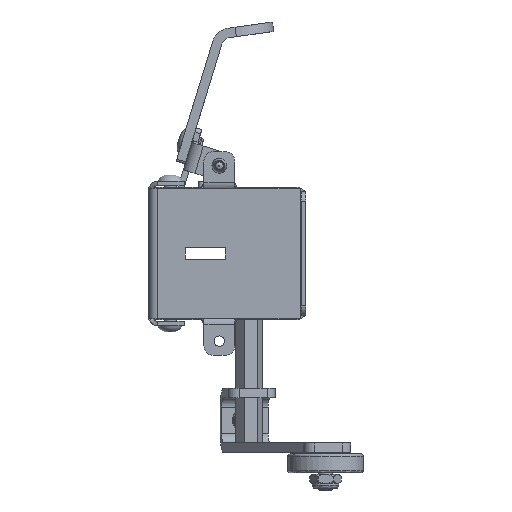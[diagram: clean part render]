
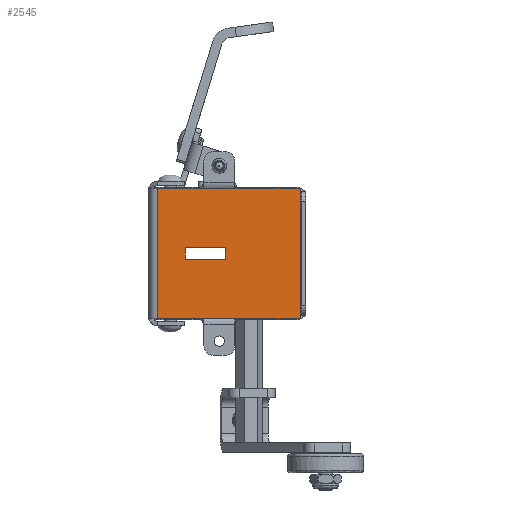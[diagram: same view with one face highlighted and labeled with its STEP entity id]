
A CAD part, left-side view. The second image highlights one B-rep face of the part: STEP entity #2545.
In plain terms, the highlighted planar face has unit normal (-1, 0, 0).
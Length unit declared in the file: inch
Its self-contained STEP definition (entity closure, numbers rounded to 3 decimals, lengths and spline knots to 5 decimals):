
#928 = EDGE_CURVE ( 'NONE', #18222, #36916, #16504, .T. ) ;
#969 = DIRECTION ( 'NONE',  ( 0., 0., 1. ) ) ;
#1731 = LINE ( 'NONE', #34064, #25197 ) ;
#1912 = ORIENTED_EDGE ( 'NONE', *, *, #29082, .T. ) ;
#2293 = VERTEX_POINT ( 'NONE', #37642 ) ;
#2545 = ADVANCED_FACE ( 'NONE', ( #37608, #9790 ), #6728, .T. ) ;
#2643 = EDGE_LOOP ( 'NONE', ( #28503, #19263, #18548, #15523 ) ) ;
#2685 = VECTOR ( 'NONE', #37130, 39.37008 ) ;
#3121 = DIRECTION ( 'NONE',  ( -1., 0., 0. ) ) ;
#3806 = LINE ( 'NONE', #36666, #26862 ) ;
#4520 = CARTESIAN_POINT ( 'NONE',  ( 0.906, 1.955, 0.0445 ) ) ;
#5008 = VECTOR ( 'NONE', #969, 39.37008 ) ;
#5049 = DIRECTION ( 'NONE',  ( 0., -1., 0. ) ) ;
#5668 = VECTOR ( 'NONE', #5049, 39.37008 ) ;
#6728 = PLANE ( 'NONE',  #29918 ) ;
#7018 = LINE ( 'NONE', #15800, #5008 ) ;
#7132 = EDGE_CURVE ( 'NONE', #10027, #24128, #3806, .T. ) ;
#9790 = FACE_OUTER_BOUND ( 'NONE', #14532, .T. ) ;
#10027 = VERTEX_POINT ( 'NONE', #14148 ) ;
#11699 = CARTESIAN_POINT ( 'NONE',  ( 0.906, 1.05937, 0.0445 ) ) ;
#14148 = CARTESIAN_POINT ( 'NONE',  ( 0.906, 0.075, -1.6745 ) ) ;
#14367 = LINE ( 'NONE', #11699, #14648 ) ;
#14532 = EDGE_LOOP ( 'NONE', ( #33798, #34302, #21948, #1912 ) ) ;
#14648 = VECTOR ( 'NONE', #26100, 39.37008 ) ;
#15326 = CARTESIAN_POINT ( 'NONE',  ( 0.906, 2.075, 0.0445 ) ) ;
#15523 = ORIENTED_EDGE ( 'NONE', *, *, #25425, .T. ) ;
#15800 = CARTESIAN_POINT ( 'NONE',  ( 0.906, 1.59062, 0.0445 ) ) ;
#15859 = CARTESIAN_POINT ( 'NONE',  ( 0.906, 1.955, -1.6745 ) ) ;
#16044 = CARTESIAN_POINT ( 'NONE',  ( 0.906, 2.075, 0.0445 ) ) ;
#16504 = LINE ( 'NONE', #27825, #5668 ) ;
#16574 = DIRECTION ( 'NONE',  ( 0., -1., 0. ) ) ;
#18222 = VERTEX_POINT ( 'NONE', #19455 ) ;
#18548 = ORIENTED_EDGE ( 'NONE', *, *, #928, .T. ) ;
#19263 = ORIENTED_EDGE ( 'NONE', *, *, #20942, .T. ) ;
#19455 = CARTESIAN_POINT ( 'NONE',  ( 0.906, 1.59062, -0.737 ) ) ;
#19493 = VERTEX_POINT ( 'NONE', #24512 ) ;
#20131 = EDGE_CURVE ( 'NONE', #19493, #28344, #1731, .T. ) ;
#20942 = EDGE_CURVE ( 'NONE', #28344, #18222, #7018, .T. ) ;
#21271 = DIRECTION ( 'NONE',  ( 0., 0., 1. ) ) ;
#21948 = ORIENTED_EDGE ( 'NONE', *, *, #30708, .F. ) ;
#22012 = VERTEX_POINT ( 'NONE', #15859 ) ;
#22038 = EDGE_CURVE ( 'NONE', #24128, #2293, #36955, .T. ) ;
#24128 = VERTEX_POINT ( 'NONE', #31987 ) ;
#24512 = CARTESIAN_POINT ( 'NONE',  ( 0.906, 1.05937, -0.893 ) ) ;
#24586 = VECTOR ( 'NONE', #16574, 39.37008 ) ;
#25184 = DIRECTION ( 'NONE',  ( 0., 0., 1. ) ) ;
#25197 = VECTOR ( 'NONE', #36939, 39.37008 ) ;
#25425 = EDGE_CURVE ( 'NONE', #36916, #19493, #14367, .T. ) ;
#26100 = DIRECTION ( 'NONE',  ( 0., 0., -1. ) ) ;
#26862 = VECTOR ( 'NONE', #25184, 39.37008 ) ;
#27166 = VECTOR ( 'NONE', #27682, 39.37008 ) ;
#27682 = DIRECTION ( 'NONE',  ( 0., 0., 1. ) ) ;
#27825 = CARTESIAN_POINT ( 'NONE',  ( 0.906, 2.075, -0.737 ) ) ;
#28344 = VERTEX_POINT ( 'NONE', #35843 ) ;
#28503 = ORIENTED_EDGE ( 'NONE', *, *, #20131, .T. ) ;
#29082 = EDGE_CURVE ( 'NONE', #22012, #10027, #36514, .T. ) ;
#29918 = AXIS2_PLACEMENT_3D ( 'NONE', #15326, #3121, #21271 ) ;
#30708 = EDGE_CURVE ( 'NONE', #22012, #2293, #36103, .T. ) ;
#31987 = CARTESIAN_POINT ( 'NONE',  ( 0.906, 0.075, 0.0445 ) ) ;
#32265 = CARTESIAN_POINT ( 'NONE',  ( 0.906, 1.05937, -0.737 ) ) ;
#33798 = ORIENTED_EDGE ( 'NONE', *, *, #7132, .T. ) ;
#34064 = CARTESIAN_POINT ( 'NONE',  ( 0.906, 2.075, -0.893 ) ) ;
#34302 = ORIENTED_EDGE ( 'NONE', *, *, #22038, .T. ) ;
#35843 = CARTESIAN_POINT ( 'NONE',  ( 0.906, 1.59062, -0.893 ) ) ;
#36103 = LINE ( 'NONE', #4520, #27166 ) ;
#36340 = CARTESIAN_POINT ( 'NONE',  ( 0.906, 2.075, -1.6745 ) ) ;
#36514 = LINE ( 'NONE', #36340, #24586 ) ;
#36666 = CARTESIAN_POINT ( 'NONE',  ( 0.906, 0.075, 0.0445 ) ) ;
#36916 = VERTEX_POINT ( 'NONE', #32265 ) ;
#36939 = DIRECTION ( 'NONE',  ( 0., 1., 0. ) ) ;
#36955 = LINE ( 'NONE', #16044, #2685 ) ;
#37130 = DIRECTION ( 'NONE',  ( 0., 1., 0. ) ) ;
#37608 = FACE_BOUND ( 'NONE', #2643, .T. ) ;
#37642 = CARTESIAN_POINT ( 'NONE',  ( 0.906, 1.955, 0.0445 ) ) ;
